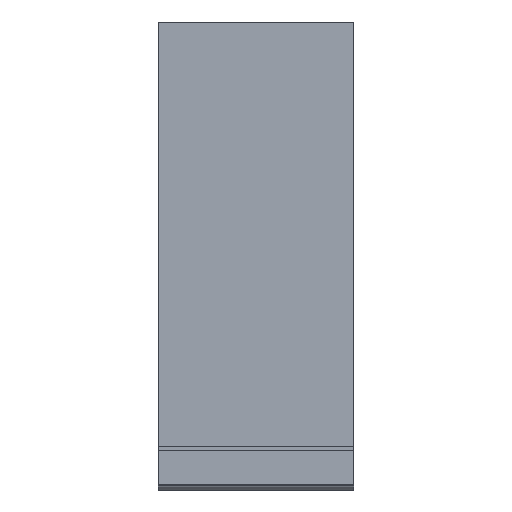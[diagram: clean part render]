
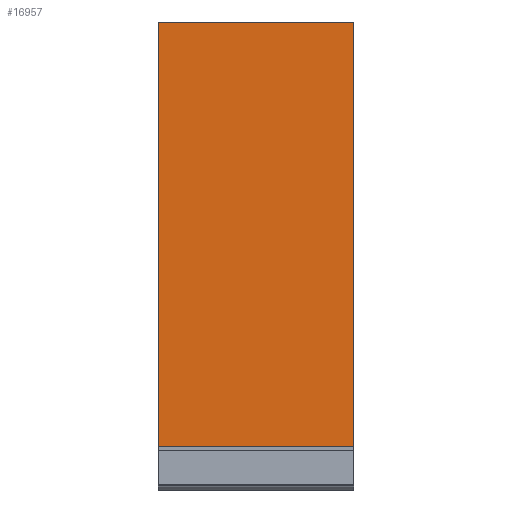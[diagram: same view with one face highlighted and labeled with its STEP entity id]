
A CAD part, left-side view. The second image highlights one B-rep face of the part: STEP entity #16957.
In plain terms, the highlighted planar face has unit normal (-1, 0, 0).
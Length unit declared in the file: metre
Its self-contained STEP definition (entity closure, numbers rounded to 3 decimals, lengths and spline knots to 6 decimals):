
#68 = CARTESIAN_POINT('NONE', (-32.258, 0, -0));
#69 = VERTEX_POINT('NONE', #68);
#74 = CARTESIAN_POINT('NONE', (-32.258, 3.2258, -0));
#75 = VERTEX_POINT('NONE', #74);
#80 = CARTESIAN_POINT('NONE', (-32.258, 0, -7.016115));
#81 = VERTEX_POINT('NONE', #80);
#82 = CARTESIAN_POINT('NONE', (-32.258, 3.2258, -7.016115));
#83 = VERTEX_POINT('NONE', #82);
#2272 = DIRECTION('NONE', (0, 1, 0));
#2273 = VECTOR('NONE', #2272, 1);
#2274 = CARTESIAN_POINT('NONE', (-32.258, 0, -0));
#2275 = LINE('NONE', #2274, #2273);
#2292 = DIRECTION('NONE', (0, 1, 0));
#2293 = VECTOR('NONE', #2292, 1);
#2294 = CARTESIAN_POINT('NONE', (-32.258, 0, -7.016115));
#2295 = LINE('NONE', #2294, #2293);
#2300 = DIRECTION('NONE', (0, 0, 1));
#2301 = VECTOR('NONE', #2300, 1);
#2302 = CARTESIAN_POINT('NONE', (-32.258, 0, -7.016115));
#2303 = LINE('NONE', #2302, #2301);
#2304 = DIRECTION('NONE', (0, 0, 1));
#2305 = VECTOR('NONE', #2304, 1);
#2306 = CARTESIAN_POINT('NONE', (-32.258, 3.2258, -7.016115));
#2307 = LINE('NONE', #2306, #2305);
#8311 = EDGE_CURVE('NONE', #69, #75, #2275, .T.);
#8316 = EDGE_CURVE('NONE', #81, #83, #2295, .T.);
#8318 = EDGE_CURVE('NONE', #81, #69, #2303, .T.);
#8319 = EDGE_CURVE('NONE', #83, #75, #2307, .T.);
#9941 = ORIENTED_EDGE('NONE', *, *, #8318, .T.);
#9942 = ORIENTED_EDGE('NONE', *, *, #8311, .T.);
#9943 = ORIENTED_EDGE('NONE', *, *, #8319, .F.);
#9944 = ORIENTED_EDGE('NONE', *, *, #8316, .F.);
#9945 = EDGE_LOOP('NONE', (#9941, #9942, #9943, #9944));
#13670 = CARTESIAN_POINT('NONE', (-32.258, 1.6129, -3.508058));
#13671 = DIRECTION('NONE', (-1, 0, 0));
#13672 = AXIS2_PLACEMENT_3D('NONE', #13670, #13671, $);
#13673 = PLANE('NONE', #13672);
#16956 = FACE_OUTER_BOUND('NONE', #9945, .T.);
#16957 = ADVANCED_FACE('NONE', (#16956), #13673, .T.);
